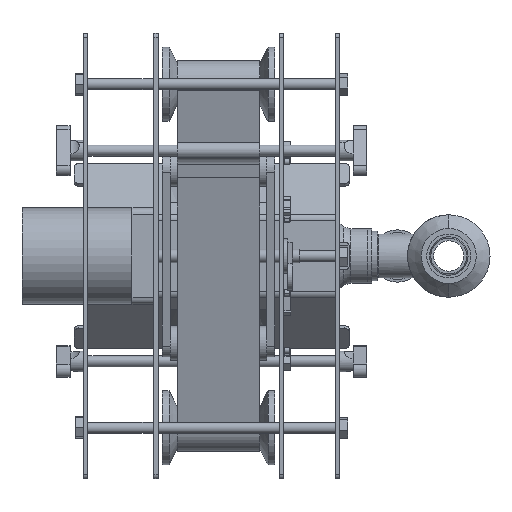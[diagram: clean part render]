
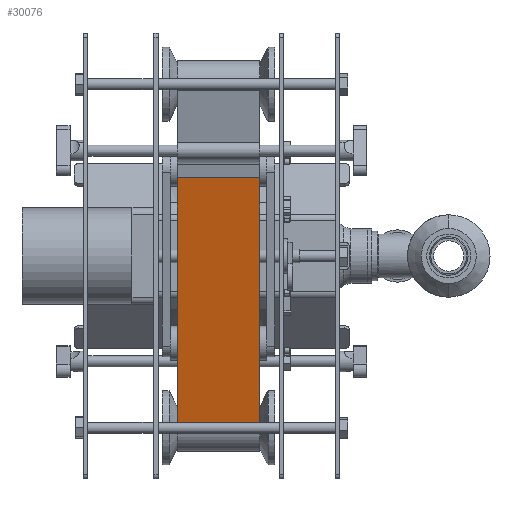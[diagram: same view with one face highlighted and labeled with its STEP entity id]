
A CAD part, front view. The second image highlights one B-rep face of the part: STEP entity #30076.
In plain terms, the highlighted planar face has unit normal (0, -0.968, -0.252).
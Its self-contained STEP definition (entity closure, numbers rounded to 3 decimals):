
#550 = AXIS2_PLACEMENT_3D ( 'NONE', #10345, #34659, #22886 ) ;
#2920 = CARTESIAN_POINT ( 'NONE',  ( 30., -217.547, 67.031 ) ) ;
#3457 = VERTEX_POINT ( 'NONE', #11313 ) ;
#3632 = VERTEX_POINT ( 'NONE', #39214 ) ;
#3741 = CARTESIAN_POINT ( 'NONE',  ( 30., -166.452, -129.282 ) ) ;
#4090 = VECTOR ( 'NONE', #4875, 1000. ) ;
#4875 = DIRECTION ( 'NONE',  ( -1., 0., 0. ) ) ;
#6894 = LINE ( 'NONE', #9893, #8488 ) ;
#7445 = EDGE_CURVE ( 'NONE', #31707, #3632, #6894, .T. ) ;
#8488 = VECTOR ( 'NONE', #25430, 1000. ) ;
#9481 = LINE ( 'NONE', #2920, #30539 ) ;
#9893 = CARTESIAN_POINT ( 'NONE',  ( -30., -166.452, -129.282 ) ) ;
#10036 = CARTESIAN_POINT ( 'NONE',  ( 30., -217.547, 67.031 ) ) ;
#10096 = ORIENTED_EDGE ( 'NONE', *, *, #7445, .T. ) ;
#10345 = CARTESIAN_POINT ( 'NONE',  ( 30., -166.452, -129.282 ) ) ;
#11313 = CARTESIAN_POINT ( 'NONE',  ( 30., -166.452, -129.282 ) ) ;
#12280 = DIRECTION ( 'NONE',  ( -1., 0., 0. ) ) ;
#15155 = EDGE_CURVE ( 'NONE', #3457, #3632, #25998, .T. ) ;
#16116 = LINE ( 'NONE', #3741, #30837 ) ;
#20991 = VERTEX_POINT ( 'NONE', #10036 ) ;
#21241 = ORIENTED_EDGE ( 'NONE', *, *, #34708, .F. ) ;
#22886 = DIRECTION ( 'NONE',  ( 0., -0.252, 0.968 ) ) ;
#23142 = EDGE_CURVE ( 'NONE', #20991, #31707, #9481, .T. ) ;
#23748 = ORIENTED_EDGE ( 'NONE', *, *, #23142, .T. ) ;
#24283 = EDGE_LOOP ( 'NONE', ( #10096, #36936, #21241, #23748 ) ) ;
#25430 = DIRECTION ( 'NONE',  ( 0., 0.252, -0.968 ) ) ;
#25689 = FACE_OUTER_BOUND ( 'NONE', #24283, .T. ) ;
#25998 = LINE ( 'NONE', #35767, #4090 ) ;
#27372 = CARTESIAN_POINT ( 'NONE',  ( -30., -217.547, 67.031 ) ) ;
#30076 = ADVANCED_FACE ( 'NONE', ( #25689 ), #34846, .F. ) ;
#30539 = VECTOR ( 'NONE', #12280, 1000. ) ;
#30837 = VECTOR ( 'NONE', #31052, 1000. ) ;
#31052 = DIRECTION ( 'NONE',  ( 0., 0.252, -0.968 ) ) ;
#31707 = VERTEX_POINT ( 'NONE', #27372 ) ;
#34659 = DIRECTION ( 'NONE',  ( 0., 0.968, 0.252 ) ) ;
#34708 = EDGE_CURVE ( 'NONE', #20991, #3457, #16116, .T. ) ;
#34846 = PLANE ( 'NONE',  #550 ) ;
#35767 = CARTESIAN_POINT ( 'NONE',  ( 30., -166.452, -129.282 ) ) ;
#36936 = ORIENTED_EDGE ( 'NONE', *, *, #15155, .F. ) ;
#39214 = CARTESIAN_POINT ( 'NONE',  ( -30., -166.452, -129.282 ) ) ;
